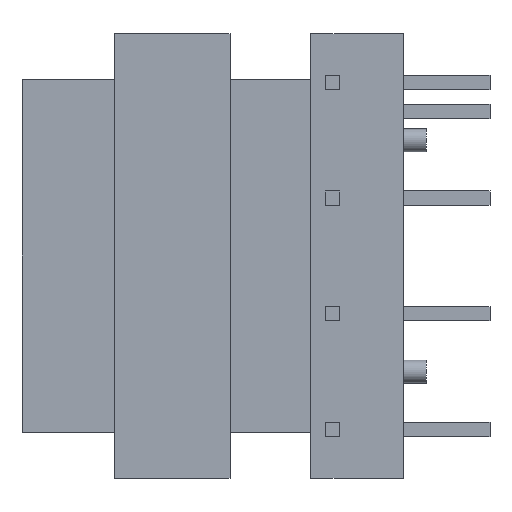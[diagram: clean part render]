
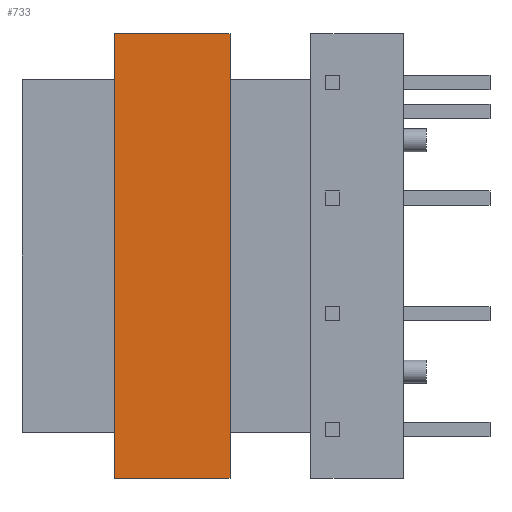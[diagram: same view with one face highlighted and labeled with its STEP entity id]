
A CAD part, left-side view. The second image highlights one B-rep face of the part: STEP entity #733.
In plain terms, the highlighted planar face has unit normal (-1, 0, 0).
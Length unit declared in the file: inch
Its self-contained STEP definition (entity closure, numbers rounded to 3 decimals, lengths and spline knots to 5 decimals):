
#75 = ORIENTED_EDGE ( 'NONE', *, *, #5806, .T. ) ;
#276 = CARTESIAN_POINT ( 'NONE',  ( 0., 0.2, 0. ) ) ;
#733 = ADVANCED_FACE ( 'NONE', ( #18166 ), #17589, .F. ) ;
#1197 = VECTOR ( 'NONE', #9474, 39.37008 ) ;
#1411 = CARTESIAN_POINT ( 'NONE',  ( 0., 0.2, 0. ) ) ;
#2117 = VECTOR ( 'NONE', #2921, 39.37008 ) ;
#2573 = ORIENTED_EDGE ( 'NONE', *, *, #18259, .T. ) ;
#2921 = DIRECTION ( 'NONE',  ( 0., -1., 0. ) ) ;
#3195 = CARTESIAN_POINT ( 'NONE',  ( 0., 0.2, -0.77 ) ) ;
#3288 = LINE ( 'NONE', #4195, #7336 ) ;
#4195 = CARTESIAN_POINT ( 'NONE',  ( 0., 0.2, -0.77 ) ) ;
#4430 = ORIENTED_EDGE ( 'NONE', *, *, #15906, .F. ) ;
#5596 = EDGE_CURVE ( 'NONE', #12331, #18114, #9167, .T. ) ;
#5806 = EDGE_CURVE ( 'NONE', #12331, #13539, #3288, .T. ) ;
#6215 = CARTESIAN_POINT ( 'NONE',  ( 0., 0., 0. ) ) ;
#6669 = LINE ( 'NONE', #1411, #2117 ) ;
#7336 = VECTOR ( 'NONE', #12979, 39.37008 ) ;
#7606 = VERTEX_POINT ( 'NONE', #6215 ) ;
#7884 = LINE ( 'NONE', #18680, #11280 ) ;
#8027 = CARTESIAN_POINT ( 'NONE',  ( 0., 0.2, 0. ) ) ;
#9167 = LINE ( 'NONE', #8027, #1197 ) ;
#9474 = DIRECTION ( 'NONE',  ( 0., 0., 1. ) ) ;
#10791 = ORIENTED_EDGE ( 'NONE', *, *, #5596, .F. ) ;
#11280 = VECTOR ( 'NONE', #14431, 39.37008 ) ;
#11523 = CARTESIAN_POINT ( 'NONE',  ( 0., 0., -0.77 ) ) ;
#12331 = VERTEX_POINT ( 'NONE', #3195 ) ;
#12979 = DIRECTION ( 'NONE',  ( 0., -1., 0. ) ) ;
#13276 = EDGE_LOOP ( 'NONE', ( #2573, #4430, #10791, #75 ) ) ;
#13539 = VERTEX_POINT ( 'NONE', #11523 ) ;
#14431 = DIRECTION ( 'NONE',  ( 0., 0., 1. ) ) ;
#15906 = EDGE_CURVE ( 'NONE', #18114, #7606, #6669, .T. ) ;
#16264 = AXIS2_PLACEMENT_3D ( 'NONE', #16744, #16598, #16679 ) ;
#16598 = DIRECTION ( 'NONE',  ( 1., 0., 0. ) ) ;
#16679 = DIRECTION ( 'NONE',  ( 0., 0., -1. ) ) ;
#16744 = CARTESIAN_POINT ( 'NONE',  ( 0., 0.2, 0. ) ) ;
#17589 = PLANE ( 'NONE',  #16264 ) ;
#18114 = VERTEX_POINT ( 'NONE', #276 ) ;
#18166 = FACE_OUTER_BOUND ( 'NONE', #13276, .T. ) ;
#18259 = EDGE_CURVE ( 'NONE', #13539, #7606, #7884, .T. ) ;
#18680 = CARTESIAN_POINT ( 'NONE',  ( 0., 0., 0. ) ) ;
